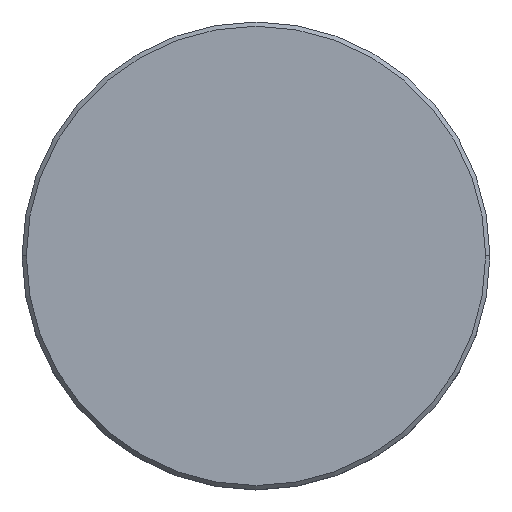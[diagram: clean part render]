
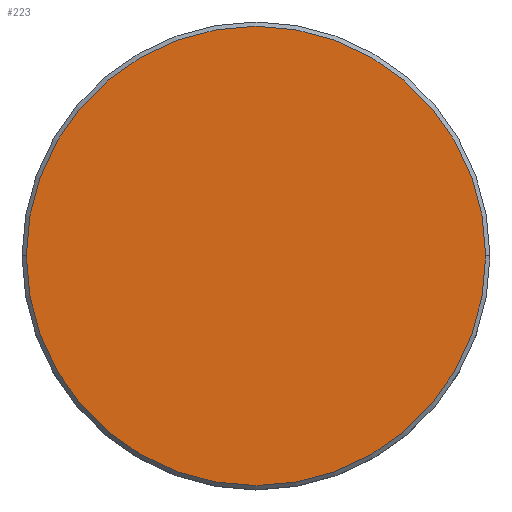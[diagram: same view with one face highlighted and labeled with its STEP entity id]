
A CAD part, top view. The second image highlights one B-rep face of the part: STEP entity #223.
In plain terms, the highlighted planar face has unit normal (0, 0, 1).
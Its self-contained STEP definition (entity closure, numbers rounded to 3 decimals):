
#55 = VERTEX_POINT ( 'NONE', #687 ) ;
#96 = CARTESIAN_POINT ( 'NONE',  ( 0., 0., 0. ) ) ;
#111 = EDGE_CURVE ( 'NONE', #55, #621, #1012, .T. ) ;
#144 = ORIENTED_EDGE ( 'NONE', *, *, #111, .T. ) ;
#178 = EDGE_CURVE ( 'NONE', #621, #55, #893, .T. ) ;
#223 = ADVANCED_FACE ( 'NONE', ( #410 ), #629, .T. ) ;
#229 = DIRECTION ( 'NONE',  ( 1., 0., 0. ) ) ;
#320 = AXIS2_PLACEMENT_3D ( 'NONE', #952, #1037, #229 ) ;
#328 = DIRECTION ( 'NONE',  ( 0., 0., 1. ) ) ;
#341 = EDGE_LOOP ( 'NONE', ( #144, #859 ) ) ;
#383 = AXIS2_PLACEMENT_3D ( 'NONE', #96, #969, #656 ) ;
#405 = CARTESIAN_POINT ( 'NONE',  ( 0., 0., 0. ) ) ;
#410 = FACE_OUTER_BOUND ( 'NONE', #341, .T. ) ;
#621 = VERTEX_POINT ( 'NONE', #800 ) ;
#629 = PLANE ( 'NONE',  #944 ) ;
#656 = DIRECTION ( 'NONE',  ( 1., 0., 0. ) ) ;
#687 = CARTESIAN_POINT ( 'NONE',  ( -27., 0., 0. ) ) ;
#724 = DIRECTION ( 'NONE',  ( 1., 0., 0. ) ) ;
#800 = CARTESIAN_POINT ( 'NONE',  ( 27., 0., 0. ) ) ;
#859 = ORIENTED_EDGE ( 'NONE', *, *, #178, .T. ) ;
#893 = CIRCLE ( 'NONE', #383, 27. ) ;
#944 = AXIS2_PLACEMENT_3D ( 'NONE', #405, #328, #724 ) ;
#952 = CARTESIAN_POINT ( 'NONE',  ( 0., 0., 0. ) ) ;
#969 = DIRECTION ( 'NONE',  ( 0., 0., 1. ) ) ;
#1012 = CIRCLE ( 'NONE', #320, 27. ) ;
#1037 = DIRECTION ( 'NONE',  ( 0., 0., 1. ) ) ;
